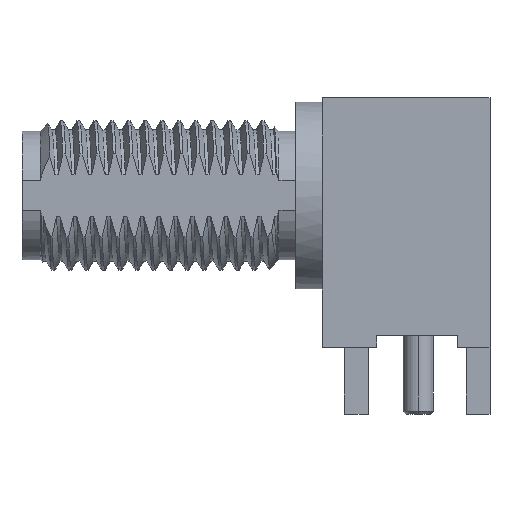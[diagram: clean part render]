
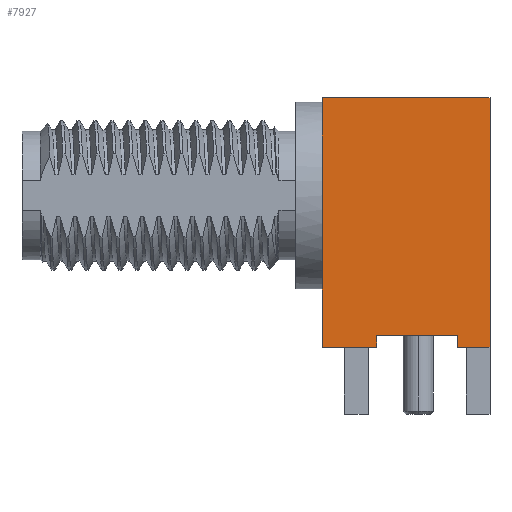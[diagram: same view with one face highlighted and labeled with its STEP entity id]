
A CAD part, top view. The second image highlights one B-rep face of the part: STEP entity #7927.
In plain terms, the highlighted planar face has unit normal (0, 0, 1).
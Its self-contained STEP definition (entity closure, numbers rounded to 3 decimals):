
#1962=DIRECTION('',(0.,1.,0.));
#1963=VECTOR('',#1962,2.37);
#1964=CARTESIAN_POINT('',(9.502,1.72,3.5));
#1965=LINE('',#1964,#1963);
#2042=DIRECTION('',(0.,1.,0.));
#2043=VECTOR('',#2042,4.63);
#2044=CARTESIAN_POINT('',(9.502,-6.35,3.5));
#2045=LINE('',#2044,#2043);
#2085=DIRECTION('',(0.,1.,0.));
#2086=VECTOR('',#2085,10.44);
#2087=CARTESIAN_POINT('',(16.502,-6.35,3.5));
#2088=LINE('',#2087,#2086);
#2092=DIRECTION('',(0.,1.,0.));
#2093=VECTOR('',#2092,0.5);
#2094=CARTESIAN_POINT('',(11.762,-6.35,3.5));
#2095=LINE('',#2094,#2093);
#2099=DIRECTION('',(1.,0.,0.));
#2100=VECTOR('',#2099,2.26);
#2101=CARTESIAN_POINT('',(9.502,-6.35,3.5));
#2102=LINE('',#2101,#2100);
#2106=DIRECTION('',(0.,-1.,0.));
#2107=VECTOR('',#2106,3.441);
#2108=CARTESIAN_POINT('',(9.502,1.72,3.5));
#2109=LINE('',#2108,#2107);
#2113=DIRECTION('',(-1.,0.,0.));
#2114=VECTOR('',#2113,7.);
#2115=CARTESIAN_POINT('',(16.502,4.09,3.5));
#2116=LINE('',#2115,#2114);
#2316=DIRECTION('',(-1.,0.,0.));
#2317=VECTOR('',#2316,1.34);
#2318=CARTESIAN_POINT('',(16.502,-6.35,3.5));
#2319=LINE('',#2318,#2317);
#2400=DIRECTION('',(-1.,0.,0.));
#2401=VECTOR('',#2400,3.4);
#2402=CARTESIAN_POINT('',(15.162,-5.85,3.5));
#2403=LINE('',#2402,#2401);
#2430=DIRECTION('',(0.,1.,0.));
#2431=VECTOR('',#2430,0.5);
#2432=CARTESIAN_POINT('',(15.162,-6.35,3.5));
#2433=LINE('',#2432,#2431);
#5677=CARTESIAN_POINT('',(9.502,1.72,3.5));
#5678=CARTESIAN_POINT('',(9.502,-1.72,3.5));
#5679=VERTEX_POINT('',#5677);
#5680=VERTEX_POINT('',#5678);
#5916=CARTESIAN_POINT('',(11.762,-5.85,3.5));
#5917=VERTEX_POINT('',#5916);
#5918=CARTESIAN_POINT('',(15.162,-5.85,3.5));
#5919=VERTEX_POINT('',#5918);
#5934=CARTESIAN_POINT('',(11.762,-6.35,3.5));
#5935=VERTEX_POINT('',#5934);
#5936=CARTESIAN_POINT('',(9.502,-6.35,3.5));
#5937=VERTEX_POINT('',#5936);
#5977=CARTESIAN_POINT('',(16.502,-6.35,3.5));
#5979=VERTEX_POINT('',#5977);
#5980=CARTESIAN_POINT('',(16.502,4.09,3.5));
#5981=VERTEX_POINT('',#5980);
#5988=CARTESIAN_POINT('',(9.502,4.09,3.5));
#5989=VERTEX_POINT('',#5988);
#5990=CARTESIAN_POINT('',(15.162,-6.35,3.5));
#5991=VERTEX_POINT('',#5990);
#7903=CARTESIAN_POINT('',(13.462,0.,3.5));
#7904=DIRECTION('',(0.,0.,1.));
#7905=DIRECTION('',(1.,0.,0.));
#7906=AXIS2_PLACEMENT_3D('',#7903,#7904,#7905);
#7907=PLANE('',#7906);
#7909=ORIENTED_EDGE('',*,*,#7908,.F.);
#7911=ORIENTED_EDGE('',*,*,#7910,.T.);
#7913=ORIENTED_EDGE('',*,*,#7912,.T.);
#7915=ORIENTED_EDGE('',*,*,#7914,.T.);
#7917=ORIENTED_EDGE('',*,*,#7916,.F.);
#7919=ORIENTED_EDGE('',*,*,#7918,.F.);
#7920=ORIENTED_EDGE('',*,*,#7886,.T.);
#7922=ORIENTED_EDGE('',*,*,#7921,.F.);
#7923=ORIENTED_EDGE('',*,*,#7830,.T.);
#7924=ORIENTED_EDGE('',*,*,#7849,.F.);
#7925=EDGE_LOOP('',(#7909,#7911,#7913,#7915,#7917,#7919,#7920,#7922,#7923,
#7924));
#7926=FACE_OUTER_BOUND('',#7925,.F.);
#7830=EDGE_CURVE('',#5679,#5989,#1965,.T.);
#7849=EDGE_CURVE('',#5981,#5989,#2116,.T.);
#7886=EDGE_CURVE('',#5937,#5680,#2045,.T.);
#7908=EDGE_CURVE('',#5979,#5981,#2088,.T.);
#7910=EDGE_CURVE('',#5979,#5991,#2319,.T.);
#7912=EDGE_CURVE('',#5991,#5919,#2433,.T.);
#7914=EDGE_CURVE('',#5919,#5917,#2403,.T.);
#7916=EDGE_CURVE('',#5935,#5917,#2095,.T.);
#7918=EDGE_CURVE('',#5937,#5935,#2102,.T.);
#7921=EDGE_CURVE('',#5679,#5680,#2109,.T.);
#7927=ADVANCED_FACE('',(#7926),#7907,.T.);
